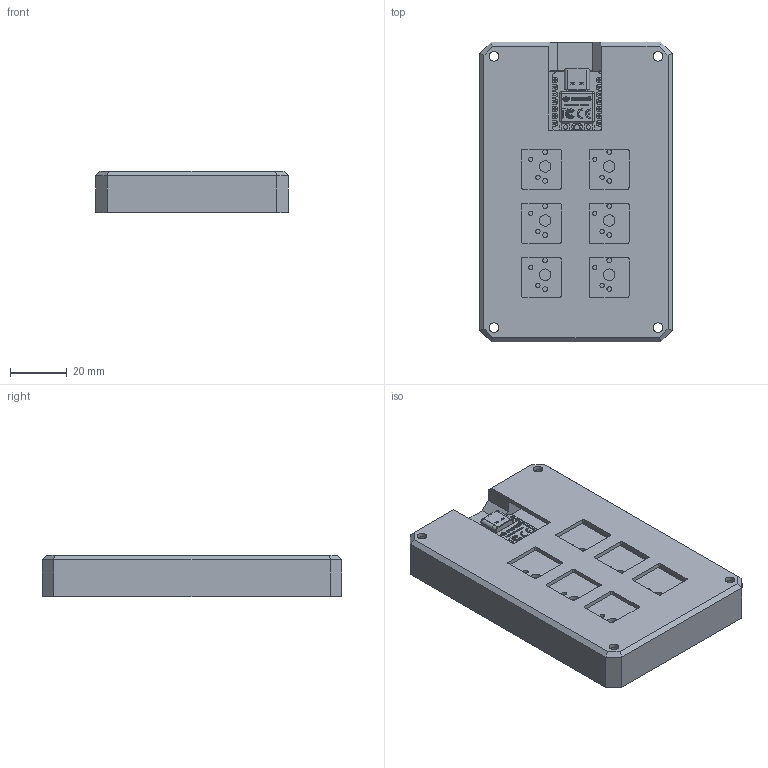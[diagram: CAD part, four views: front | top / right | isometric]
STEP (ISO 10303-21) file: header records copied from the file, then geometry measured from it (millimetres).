
FILE_DESCRIPTION(/* description */ (''),/* implementation_level */ '2;1');
FILE_NAME(/* name */ 'Hackpad case full v3.step',/* time_stamp */ '2025-06-30T18:30:26-07:00',/* author */ (''),/* organization */ (''),/* preprocessor_version */ 'ST-DEVELOPER v20.1',/* originating_system */ 'Autodesk Translation Framework v14.10.0.0',/* authorisation */ '');
FILE_SCHEMA (('AUTOMOTIVE_DESIGN { 1 0 10303 214 3 1 1 }'));
Products named in the file (17): Hackpad case full; Hackpad 1; Hackpad_PCB; Seeed Studio XIAO RP2040 v26; main; type-c v2; smd_button v3; SK6805-2.4x2.7 v1; Shell; DOUT; DIN; VSS; VDD; smd_button v3(Mirror); Hackpad case bottom; ProductivityCase; Hackpad case top
Assembly tree (16 placements, depth 5):
  Hackpad case full
    Hackpad 1
      Hackpad_PCB
    Seeed Studio XIAO RP2040 v26
      main
        type-c v2
        smd_button v3
        SK6805-2.4x2.7 v1
          Shell
          DOUT
          DIN
          VSS
          VDD
        smd_button v3(Mirror)
    Hackpad case bottom
      ProductivityCase
    Hackpad case top
Bounding box: 67.79 x 105.53 x 14.5 mm (x, y, z)
Volume: 63941.2 mm3; surface area: 43793.8 mm2
Topology: 86 solids, 86 shells, 1845 faces, 4816 edges, 3172 vertices
Faces by surface type: plane 1070, bspline 492, cylinder 255, torus 12, sphere 10, cone 6
Full cylindrical faces by diameter (mm): 0.4 x1, 0.5 x2, 0.8 x14, 0.889 x14, 1.5 x14, 1.7 x12, 2 x1, 3.4 x8, 4 x6, 6 x4
Entity records: 60374 total; most frequent: CARTESIAN_POINT 17526, ORIENTED_EDGE 9616, DIRECTION 7128, EDGE_CURVE 4808, LINE 3294, VECTOR 3294, VERTEX_POINT 3172, EDGE_LOOP 2072
